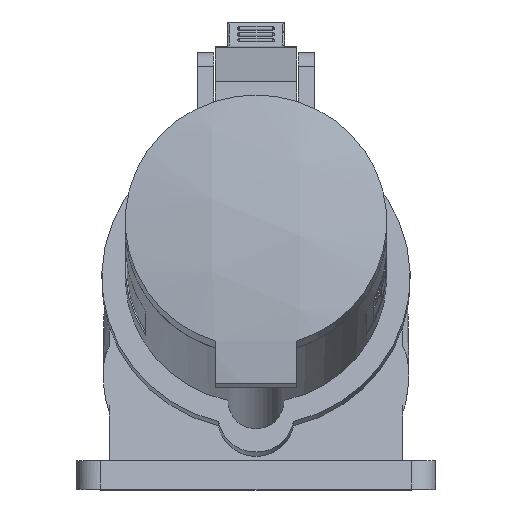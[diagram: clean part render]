
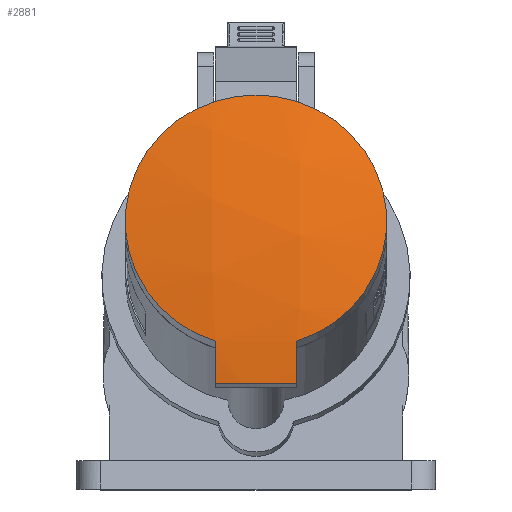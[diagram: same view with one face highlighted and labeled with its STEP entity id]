
A CAD part, top view. The second image highlights one B-rep face of the part: STEP entity #2881.
In plain terms, the highlighted spherical face has radius 150 mm.
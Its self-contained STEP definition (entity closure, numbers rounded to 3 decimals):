
#72 = CARTESIAN_POINT ( 'NONE',  ( 27.776, 11.393, 89.58 ) ) ;
#284 = CARTESIAN_POINT ( 'NONE',  ( 37.776, -28.414, 97.692 ) ) ;
#1062 = FACE_OUTER_BOUND ( 'NONE', #1641, .T. ) ;
#1459 = DIRECTION ( 'NONE',  ( -1., 0., 0. ) ) ;
#1602 = DIRECTION ( 'NONE',  ( 1., 0., 0. ) ) ;
#1616 = ORIENTED_EDGE ( 'NONE', *, *, #17029, .F. ) ;
#1641 = EDGE_LOOP ( 'NONE', ( #12126, #14231, #18998, #1616, #2919, #13083 ) ) ;
#1688 = DIRECTION ( 'NONE',  ( -1., 0., 0. ) ) ;
#1820 = SPHERICAL_SURFACE ( 'NONE', #5748, 150. ) ;
#1855 = AXIS2_PLACEMENT_3D ( 'NONE', #3196, #14489, #4827 ) ;
#1971 = CIRCLE ( 'NONE', #1855, 149.666 ) ;
#2488 = EDGE_CURVE ( 'NONE', #2588, #20602, #1971, .T. ) ;
#2588 = VERTEX_POINT ( 'NONE', #9777 ) ;
#2881 = ADVANCED_FACE ( 'NONE', ( #1062 ), #1820, .T. ) ;
#2919 = ORIENTED_EDGE ( 'NONE', *, *, #16269, .F. ) ;
#3086 = CIRCLE ( 'NONE', #20624, 32.05 ) ;
#3090 = CIRCLE ( 'NONE', #20196, 32.05 ) ;
#3196 = CARTESIAN_POINT ( 'NONE',  ( 37.776, -26.534, -51.962 ) ) ;
#4240 = CARTESIAN_POINT ( 'NONE',  ( 17.776, -28.414, 97.692 ) ) ;
#4827 = DIRECTION ( 'NONE',  ( 0., 0.966, -0.259 ) ) ;
#5748 = AXIS2_PLACEMENT_3D ( 'NONE', #9966, #8410, #13249 ) ;
#6623 = AXIS2_PLACEMENT_3D ( 'NONE', #6732, #17971, #8390 ) ;
#6649 = CARTESIAN_POINT ( 'NONE',  ( 27.776, 11.393, 89.58 ) ) ;
#6732 = CARTESIAN_POINT ( 'NONE',  ( 17.776, -26.534, -51.962 ) ) ;
#7367 = EDGE_CURVE ( 'NONE', #2588, #17853, #15136, .T. ) ;
#7370 = CARTESIAN_POINT ( 'NONE',  ( 17.776, 40.805, 81.699 ) ) ;
#7773 = VERTEX_POINT ( 'NONE', #7370 ) ;
#7797 = VERTEX_POINT ( 'NONE', #4240 ) ;
#8283 = DIRECTION ( 'NONE',  ( 1., 0., 0. ) ) ;
#8390 = DIRECTION ( 'NONE',  ( 0., -0.966, 0.259 ) ) ;
#8410 = DIRECTION ( 'NONE',  ( 1., 0., 0. ) ) ;
#9777 = CARTESIAN_POINT ( 'NONE',  ( 37.776, -18.02, 97.461 ) ) ;
#9966 = CARTESIAN_POINT ( 'NONE',  ( 27.776, -26.534, -51.962 ) ) ;
#11124 = DIRECTION ( 'NONE',  ( 0., 0.259, 0.966 ) ) ;
#11243 = DIRECTION ( 'NONE',  ( 0., -0.966, 0.259 ) ) ;
#11332 = DIRECTION ( 'NONE',  ( 0., 0.259, 0.966 ) ) ;
#11577 = CARTESIAN_POINT ( 'NONE',  ( 17.776, -18.02, 97.461 ) ) ;
#12126 = ORIENTED_EDGE ( 'NONE', *, *, #7367, .T. ) ;
#12232 = EDGE_CURVE ( 'NONE', #7773, #16458, #3086, .T. ) ;
#13083 = ORIENTED_EDGE ( 'NONE', *, *, #2488, .F. ) ;
#13249 = DIRECTION ( 'NONE',  ( 0., -0.966, 0.259 ) ) ;
#14231 = ORIENTED_EDGE ( 'NONE', *, *, #17586, .F. ) ;
#14489 = DIRECTION ( 'NONE',  ( 1., 0., 0. ) ) ;
#15046 = CIRCLE ( 'NONE', #6623, 149.666 ) ;
#15136 = CIRCLE ( 'NONE', #16730, 32.05 ) ;
#15247 = CARTESIAN_POINT ( 'NONE',  ( 37.776, 40.805, 81.699 ) ) ;
#15990 = CIRCLE ( 'NONE', #19659, 144.415 ) ;
#16269 = EDGE_CURVE ( 'NONE', #20602, #7797, #15990, .T. ) ;
#16458 = VERTEX_POINT ( 'NONE', #11577 ) ;
#16730 = AXIS2_PLACEMENT_3D ( 'NONE', #20684, #11124, #1459 ) ;
#17029 = EDGE_CURVE ( 'NONE', #7797, #16458, #15046, .T. ) ;
#17586 = EDGE_CURVE ( 'NONE', #7773, #17853, #3090, .T. ) ;
#17853 = VERTEX_POINT ( 'NONE', #15247 ) ;
#17886 = DIRECTION ( 'NONE',  ( 0., -0.259, -0.966 ) ) ;
#17971 = DIRECTION ( 'NONE',  ( -1., 0., 0. ) ) ;
#18998 = ORIENTED_EDGE ( 'NONE', *, *, #12232, .T. ) ;
#19659 = AXIS2_PLACEMENT_3D ( 'NONE', #20798, #11243, #1602 ) ;
#20196 = AXIS2_PLACEMENT_3D ( 'NONE', #6649, #17886, #8283 ) ;
#20602 = VERTEX_POINT ( 'NONE', #284 ) ;
#20624 = AXIS2_PLACEMENT_3D ( 'NONE', #72, #11332, #1688 ) ;
#20684 = CARTESIAN_POINT ( 'NONE',  ( 27.776, 11.393, 89.58 ) ) ;
#20798 = CARTESIAN_POINT ( 'NONE',  ( 27.776, -65.702, -41.467 ) ) ;
